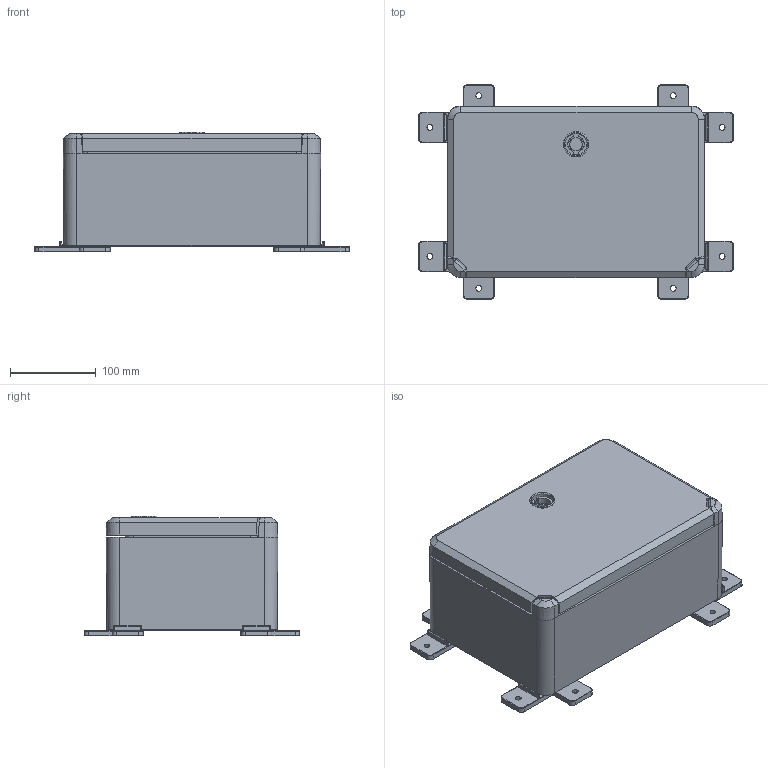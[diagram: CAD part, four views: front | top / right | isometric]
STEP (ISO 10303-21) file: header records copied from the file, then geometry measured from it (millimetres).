
FILE_DESCRIPTION(/* description */ (''),/* implementation_level */ '2;1');
FILE_NAME(/* name */ '3001.stp',/* time_stamp */ '2020-04-29T15:23:39+03:00',/* author */ (''),/* organization */ (''),/* preprocessor_version */ 'BXPPABSG200300130-F01',/* originating_system */ 'BXPPABSG200300130-F01',/* authorisation */ '');
FILE_SCHEMA (('AUTOMOTIVE_DESIGN { 1 0 10303 214 3 1 1 1 }'));
Products named in the file (1): BXPPABSG200300130-F01
Bounding box: 367 x 250.87 x 139.54 mm (x, y, z)
Volume: 1068290.7 mm3; surface area: 721566.2 mm2
Topology: 10 solids, 10 shells, 1595 faces, 4205 edges, 2698 vertices
Faces by surface type: plane 1035, cone 262, cylinder 185, bspline 46, torus 35, sphere 32
Full cylindrical faces by diameter (mm): 5.2 x2, 5.5 x2, 29.3 x1
Entity records: 58223 total; most frequent: CARTESIAN_POINT 12058, ORIENTED_EDGE 8202, DIRECTION 7795, EDGE_CURVE 4101, LINE 2715, VECTOR 2715, VERTEX_POINT 2670, AXIS2_PLACEMENT_3D 2540
